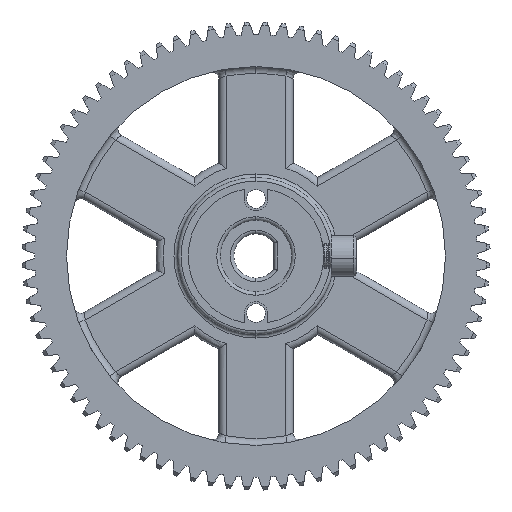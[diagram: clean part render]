
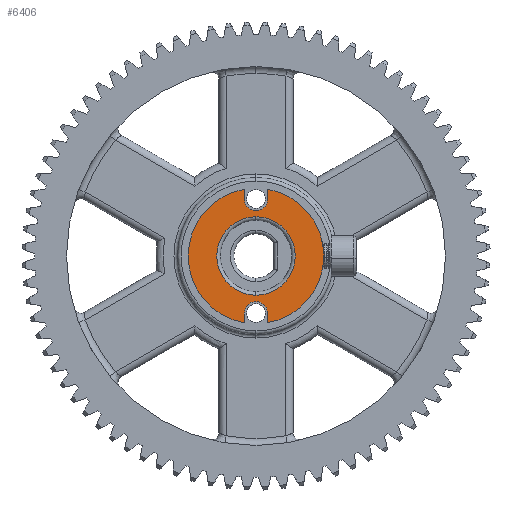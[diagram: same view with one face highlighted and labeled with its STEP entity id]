
A CAD part, left-side view. The second image highlights one B-rep face of the part: STEP entity #6406.
In plain terms, the highlighted planar face has unit normal (-1, 0, 0).
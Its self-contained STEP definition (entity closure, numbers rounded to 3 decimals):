
#666 = DIRECTION ( 'NONE',  ( 0., 0., 1. ) ) ;
#737 = AXIS2_PLACEMENT_3D ( 'NONE', #35815, #18152, #666 ) ;
#1751 = DIRECTION ( 'NONE',  ( 0., 0., 1. ) ) ;
#2839 = VERTEX_POINT ( 'NONE', #32821 ) ;
#2876 = VECTOR ( 'NONE', #22406, 1000. ) ;
#3028 = VECTOR ( 'NONE', #12867, 1000. ) ;
#3601 = CARTESIAN_POINT ( 'NONE',  ( -1.439, 25.516, -12.958 ) ) ;
#4483 = DIRECTION ( 'NONE',  ( 0., 0., 1. ) ) ;
#4904 = CARTESIAN_POINT ( 'NONE',  ( -1.439, 28.816, -14.314 ) ) ;
#5666 = AXIS2_PLACEMENT_3D ( 'NONE', #26788, #9193, #29740 ) ;
#5713 = EDGE_LOOP ( 'NONE', ( #37846, #35660, #9840, #10784, #22384, #25178, #10758, #23578, #26318 ) ) ;
#5827 = CARTESIAN_POINT ( 'NONE',  ( -1.439, 28.816, -14.314 ) ) ;
#5866 = EDGE_CURVE ( 'NONE', #16847, #17525, #20320, .T. ) ;
#6406 = ADVANCED_FACE ( 'NONE', ( #30404, #23483 ), #31258, .T. ) ;
#7536 = DIRECTION ( 'NONE',  ( 1., 0., 0. ) ) ;
#7595 = CARTESIAN_POINT ( 'NONE',  ( -1.439, 27.166, -22.314 ) ) ;
#7674 = VERTEX_POINT ( 'NONE', #3601 ) ;
#7848 = EDGE_CURVE ( 'NONE', #24638, #25258, #9739, .T. ) ;
#8458 = VERTEX_POINT ( 'NONE', #24786 ) ;
#9193 = DIRECTION ( 'NONE',  ( -1., 0., 0. ) ) ;
#9273 = CARTESIAN_POINT ( 'NONE',  ( -1.439, 27.166, -30.314 ) ) ;
#9668 = EDGE_LOOP ( 'NONE', ( #32408, #10996 ) ) ;
#9739 = CIRCLE ( 'NONE', #12778, 5.5 ) ;
#9832 = CIRCLE ( 'NONE', #11787, 5.5 ) ;
#9840 = ORIENTED_EDGE ( 'NONE', *, *, #25515, .F. ) ;
#10540 = LINE ( 'NONE', #36781, #26143 ) ;
#10556 = DIRECTION ( 'NONE',  ( 0., 0., 1. ) ) ;
#10758 = ORIENTED_EDGE ( 'NONE', *, *, #35378, .F. ) ;
#10784 = ORIENTED_EDGE ( 'NONE', *, *, #31491, .F. ) ;
#10948 = DIRECTION ( 'NONE',  ( -1., 0., 0. ) ) ;
#10996 = ORIENTED_EDGE ( 'NONE', *, *, #35552, .T. ) ;
#11787 = AXIS2_PLACEMENT_3D ( 'NONE', #14246, #34814, #17179 ) ;
#12216 = DIRECTION ( 'NONE',  ( 0., 0., 1. ) ) ;
#12561 = VERTEX_POINT ( 'NONE', #16224 ) ;
#12778 = AXIS2_PLACEMENT_3D ( 'NONE', #25087, #7536, #28076 ) ;
#12867 = DIRECTION ( 'NONE',  ( 0., 0., -1. ) ) ;
#14246 = CARTESIAN_POINT ( 'NONE',  ( -1.439, 27.166, -22.314 ) ) ;
#14384 = CIRCLE ( 'NONE', #737, 9.5 ) ;
#15595 = CARTESIAN_POINT ( 'NONE',  ( -1.439, 25.543, -31.674 ) ) ;
#15634 = VERTEX_POINT ( 'NONE', #5827 ) ;
#15787 = CARTESIAN_POINT ( 'NONE',  ( -1.439, 28.778, -30.502 ) ) ;
#16224 = CARTESIAN_POINT ( 'NONE',  ( -1.439, 28.778, -31.676 ) ) ;
#16574 = AXIS2_PLACEMENT_3D ( 'NONE', #28545, #10948, #31521 ) ;
#16847 = VERTEX_POINT ( 'NONE', #15595 ) ;
#17012 = CARTESIAN_POINT ( 'NONE',  ( -1.439, 27.166, -27.814 ) ) ;
#17179 = DIRECTION ( 'NONE',  ( 0., 0., 1. ) ) ;
#17349 = CARTESIAN_POINT ( 'NONE',  ( -1.439, 27.166, -14.314 ) ) ;
#17525 = VERTEX_POINT ( 'NONE', #36862 ) ;
#18152 = DIRECTION ( 'NONE',  ( -1., 0., 0. ) ) ;
#19570 = EDGE_CURVE ( 'NONE', #23223, #12561, #23086, .T. ) ;
#19717 = AXIS2_PLACEMENT_3D ( 'NONE', #9273, #29820, #12216 ) ;
#19723 = AXIS2_PLACEMENT_3D ( 'NONE', #7595, #28132, #10556 ) ;
#20283 = DIRECTION ( 'NONE',  ( 0., 0., 1. ) ) ;
#20320 = LINE ( 'NONE', #22212, #28201 ) ;
#21612 = CARTESIAN_POINT ( 'NONE',  ( -1.439, 28.816, -12.958 ) ) ;
#22207 = CIRCLE ( 'NONE', #19717, 1.623 ) ;
#22212 = CARTESIAN_POINT ( 'NONE',  ( -1.439, 25.543, -30.314 ) ) ;
#22384 = ORIENTED_EDGE ( 'NONE', *, *, #29481, .F. ) ;
#22406 = DIRECTION ( 'NONE',  ( 0., 0., -1. ) ) ;
#22704 = CIRCLE ( 'NONE', #26748, 1.65 ) ;
#23085 = CARTESIAN_POINT ( 'NONE',  ( -1.439, 27.166, -16.814 ) ) ;
#23086 = CIRCLE ( 'NONE', #19723, 9.5 ) ;
#23223 = VERTEX_POINT ( 'NONE', #21612 ) ;
#23483 = FACE_OUTER_BOUND ( 'NONE', #5713, .T. ) ;
#23578 = ORIENTED_EDGE ( 'NONE', *, *, #35164, .F. ) ;
#24638 = VERTEX_POINT ( 'NONE', #23085 ) ;
#24658 = CIRCLE ( 'NONE', #5666, 1.623 ) ;
#24786 = CARTESIAN_POINT ( 'NONE',  ( -1.439, 25.516, -14.314 ) ) ;
#25087 = CARTESIAN_POINT ( 'NONE',  ( -1.439, 27.166, -22.314 ) ) ;
#25178 = ORIENTED_EDGE ( 'NONE', *, *, #19570, .T. ) ;
#25258 = VERTEX_POINT ( 'NONE', #17012 ) ;
#25515 = EDGE_CURVE ( 'NONE', #8458, #7674, #10540, .T. ) ;
#26143 = VECTOR ( 'NONE', #4483, 1000. ) ;
#26318 = ORIENTED_EDGE ( 'NONE', *, *, #33415, .F. ) ;
#26748 = AXIS2_PLACEMENT_3D ( 'NONE', #17349, #37934, #20283 ) ;
#26788 = CARTESIAN_POINT ( 'NONE',  ( -1.439, 27.166, -30.314 ) ) ;
#28076 = DIRECTION ( 'NONE',  ( 0., 0., 1. ) ) ;
#28132 = DIRECTION ( 'NONE',  ( -1., 0., 0. ) ) ;
#28201 = VECTOR ( 'NONE', #1751, 1000. ) ;
#28545 = CARTESIAN_POINT ( 'NONE',  ( -1.439, 27.166, -22.314 ) ) ;
#29481 = EDGE_CURVE ( 'NONE', #23223, #15634, #33179, .T. ) ;
#29735 = CARTESIAN_POINT ( 'NONE',  ( -1.439, 27.166, -28.691 ) ) ;
#29740 = DIRECTION ( 'NONE',  ( 0., 0., 1. ) ) ;
#29820 = DIRECTION ( 'NONE',  ( -1., 0., 0. ) ) ;
#30404 = FACE_BOUND ( 'NONE', #9668, .T. ) ;
#31258 = PLANE ( 'NONE',  #16574 ) ;
#31304 = VERTEX_POINT ( 'NONE', #29735 ) ;
#31491 = EDGE_CURVE ( 'NONE', #15634, #8458, #22704, .T. ) ;
#31521 = DIRECTION ( 'NONE',  ( 0., 0., 1. ) ) ;
#32408 = ORIENTED_EDGE ( 'NONE', *, *, #7848, .T. ) ;
#32821 = CARTESIAN_POINT ( 'NONE',  ( -1.439, 28.778, -30.502 ) ) ;
#33179 = LINE ( 'NONE', #4904, #2876 ) ;
#33415 = EDGE_CURVE ( 'NONE', #17525, #31304, #22207, .T. ) ;
#34232 = LINE ( 'NONE', #15787, #3028 ) ;
#34814 = DIRECTION ( 'NONE',  ( 1., 0., 0. ) ) ;
#35164 = EDGE_CURVE ( 'NONE', #31304, #2839, #24658, .T. ) ;
#35378 = EDGE_CURVE ( 'NONE', #2839, #12561, #34232, .T. ) ;
#35552 = EDGE_CURVE ( 'NONE', #25258, #24638, #9832, .T. ) ;
#35660 = ORIENTED_EDGE ( 'NONE', *, *, #35716, .T. ) ;
#35716 = EDGE_CURVE ( 'NONE', #16847, #7674, #14384, .T. ) ;
#35815 = CARTESIAN_POINT ( 'NONE',  ( -1.439, 27.166, -22.314 ) ) ;
#36781 = CARTESIAN_POINT ( 'NONE',  ( -1.439, 25.516, -14.314 ) ) ;
#36862 = CARTESIAN_POINT ( 'NONE',  ( -1.439, 25.543, -30.314 ) ) ;
#37846 = ORIENTED_EDGE ( 'NONE', *, *, #5866, .F. ) ;
#37934 = DIRECTION ( 'NONE',  ( -1., 0., 0. ) ) ;
